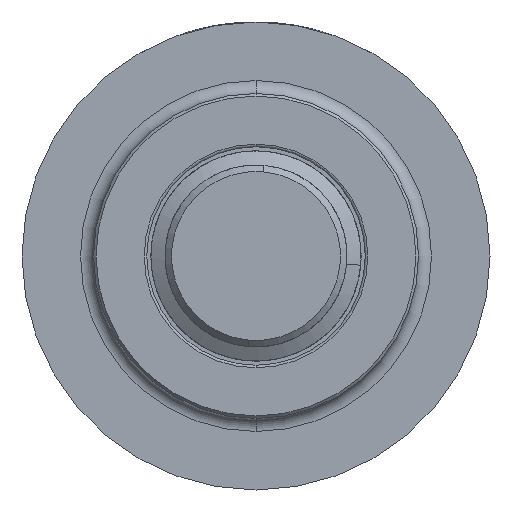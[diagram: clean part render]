
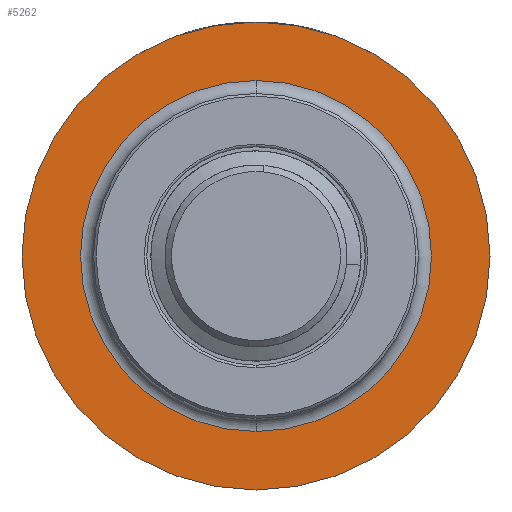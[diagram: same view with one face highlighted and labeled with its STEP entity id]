
A CAD part, front view. The second image highlights one B-rep face of the part: STEP entity #5262.
In plain terms, the highlighted planar face has unit normal (0, -1, 0).
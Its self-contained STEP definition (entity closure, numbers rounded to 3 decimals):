
#380 = ORIENTED_EDGE ( 'NONE', *, *, #7461, .T. ) ;
#391 = CIRCLE ( 'NONE', #1408, 13.5 ) ;
#410 = PLANE ( 'NONE',  #7797 ) ;
#416 = CARTESIAN_POINT ( 'NONE',  ( 0., 4.42, 0. ) ) ;
#445 = DIRECTION ( 'NONE',  ( 0., -1., 0. ) ) ;
#458 = DIRECTION ( 'NONE',  ( 0., -1., 0. ) ) ;
#677 = FACE_OUTER_BOUND ( 'NONE', #6794, .T. ) ;
#1092 = CIRCLE ( 'NONE', #7213, 18. ) ;
#1093 = DIRECTION ( 'NONE',  ( 0., 0., -1. ) ) ;
#1118 = CARTESIAN_POINT ( 'NONE',  ( 0., 4.42, -13.5 ) ) ;
#1164 = DIRECTION ( 'NONE',  ( 0., -1., 0. ) ) ;
#1408 = AXIS2_PLACEMENT_3D ( 'NONE', #416, #6007, #2891 ) ;
#1424 = DIRECTION ( 'NONE',  ( 0., -1., 0. ) ) ;
#1620 = CARTESIAN_POINT ( 'NONE',  ( 13.5, 4.42, 0. ) ) ;
#1646 = CARTESIAN_POINT ( 'NONE',  ( 0., 4.42, 18. ) ) ;
#2013 = CARTESIAN_POINT ( 'NONE',  ( 0., 4.42, 13.5 ) ) ;
#2190 = VERTEX_POINT ( 'NONE', #1646 ) ;
#2562 = VERTEX_POINT ( 'NONE', #1118 ) ;
#2743 = EDGE_LOOP ( 'NONE', ( #8042, #6408 ) ) ;
#2891 = DIRECTION ( 'NONE',  ( 0., 0., -1. ) ) ;
#3333 = CIRCLE ( 'NONE', #4767, 13.5 ) ;
#4142 = CIRCLE ( 'NONE', #6889, 18. ) ;
#4593 = DIRECTION ( 'NONE',  ( 0., 0., -1. ) ) ;
#4753 = EDGE_CURVE ( 'NONE', #5722, #2190, #1092, .T. ) ;
#4767 = AXIS2_PLACEMENT_3D ( 'NONE', #7748, #1424, #4593 ) ;
#5093 = CARTESIAN_POINT ( 'NONE',  ( 0., 4.42, -18. ) ) ;
#5262 = ADVANCED_FACE ( 'NONE', ( #677, #5804 ), #410, .T. ) ;
#5470 = DIRECTION ( 'NONE',  ( 0., 0., -1. ) ) ;
#5722 = VERTEX_POINT ( 'NONE', #5093 ) ;
#5804 = FACE_BOUND ( 'NONE', #2743, .T. ) ;
#6007 = DIRECTION ( 'NONE',  ( 0., -1., 0. ) ) ;
#6408 = ORIENTED_EDGE ( 'NONE', *, *, #8043, .F. ) ;
#6625 = EDGE_CURVE ( 'NONE', #2562, #7073, #391, .T. ) ;
#6729 = DIRECTION ( 'NONE',  ( 0., 0., -1. ) ) ;
#6794 = EDGE_LOOP ( 'NONE', ( #7542, #380 ) ) ;
#6889 = AXIS2_PLACEMENT_3D ( 'NONE', #7483, #1164, #6729 ) ;
#7073 = VERTEX_POINT ( 'NONE', #2013 ) ;
#7213 = AXIS2_PLACEMENT_3D ( 'NONE', #7231, #445, #5470 ) ;
#7231 = CARTESIAN_POINT ( 'NONE',  ( 0., 4.42, 0. ) ) ;
#7461 = EDGE_CURVE ( 'NONE', #2190, #5722, #4142, .T. ) ;
#7483 = CARTESIAN_POINT ( 'NONE',  ( 0., 4.42, 0. ) ) ;
#7542 = ORIENTED_EDGE ( 'NONE', *, *, #4753, .T. ) ;
#7748 = CARTESIAN_POINT ( 'NONE',  ( 0., 4.42, 0. ) ) ;
#7797 = AXIS2_PLACEMENT_3D ( 'NONE', #1620, #458, #1093 ) ;
#8042 = ORIENTED_EDGE ( 'NONE', *, *, #6625, .F. ) ;
#8043 = EDGE_CURVE ( 'NONE', #7073, #2562, #3333, .T. ) ;
